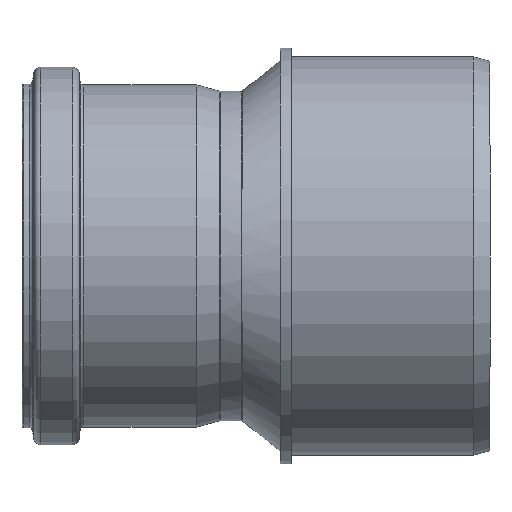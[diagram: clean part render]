
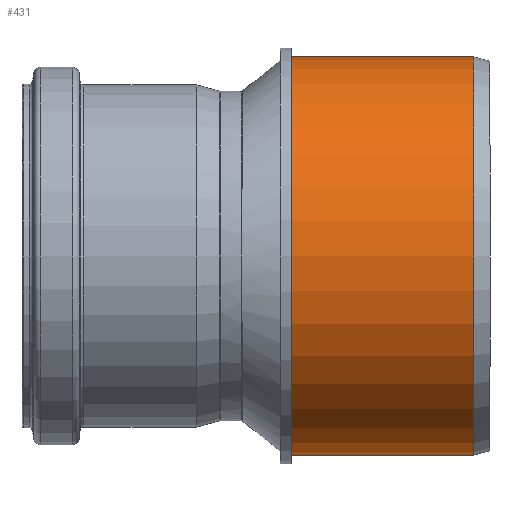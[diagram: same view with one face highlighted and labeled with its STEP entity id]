
A CAD part, left-side view. The second image highlights one B-rep face of the part: STEP entity #431.
In plain terms, the highlighted cylindrical face has radius 55.1 mm (diameter 110.2 mm), a full revolution.
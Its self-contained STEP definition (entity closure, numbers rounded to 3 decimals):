
#40=CYLINDRICAL_SURFACE('',#479,55.1);
#58=FACE_BOUND('',#155,.T.);
#106=FACE_OUTER_BOUND('',#154,.T.);
#154=EDGE_LOOP('',(#360));
#155=EDGE_LOOP('',(#361));
#208=CIRCLE('',#463,55.1);
#214=CIRCLE('',#474,55.1);
#244=VERTEX_POINT('',#715);
#254=VERTEX_POINT('',#1502);
#284=EDGE_CURVE('',#244,#244,#208,.T.);
#298=EDGE_CURVE('',#254,#254,#214,.T.);
#360=ORIENTED_EDGE('',*,*,#284,.T.);
#361=ORIENTED_EDGE('',*,*,#298,.F.);
#431=ADVANCED_FACE('',(#106,#58),#40,.T.);
#463=AXIS2_PLACEMENT_3D('',#716,#539,#540);
#474=AXIS2_PLACEMENT_3D('',#1503,#561,#562);
#479=AXIS2_PLACEMENT_3D('',#1510,#571,#572);
#539=DIRECTION('center_axis',(0.,-1.,0.));
#540=DIRECTION('ref_axis',(1.,0.,0.));
#561=DIRECTION('center_axis',(0.,-1.,0.));
#562=DIRECTION('ref_axis',(1.,0.,0.));
#571=DIRECTION('center_axis',(0.,-1.,0.));
#572=DIRECTION('ref_axis',(1.,0.,0.));
#715=CARTESIAN_POINT('',(-45.6,-16.983,0.));
#716=CARTESIAN_POINT('Origin',(9.5,-16.983,0.));
#1502=CARTESIAN_POINT('',(64.6,-67.483,0.));
#1503=CARTESIAN_POINT('Origin',(9.5,-67.483,0.));
#1510=CARTESIAN_POINT('Origin',(9.5,-41.733,0.));
